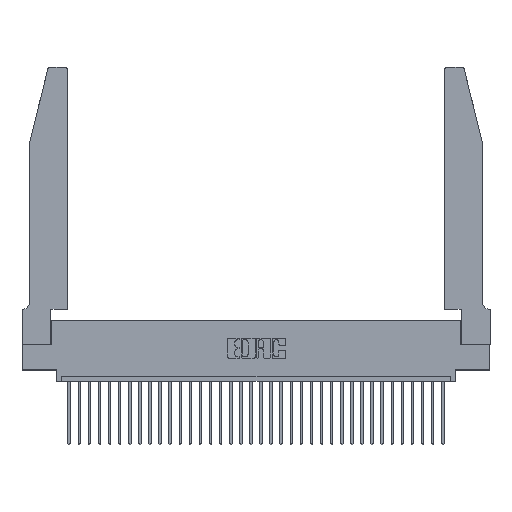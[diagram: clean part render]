
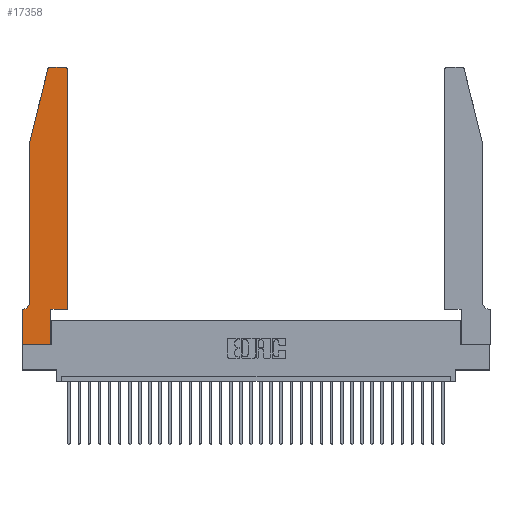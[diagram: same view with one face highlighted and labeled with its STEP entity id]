
A CAD part, top view. The second image highlights one B-rep face of the part: STEP entity #17358.
In plain terms, the highlighted planar face has unit normal (0, 0, 1).
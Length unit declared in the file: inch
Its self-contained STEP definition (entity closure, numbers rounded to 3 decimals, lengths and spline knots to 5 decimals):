
#210 = DIRECTION ( 'NONE',  ( 1., 0., 0. ) ) ;
#240 = EDGE_LOOP ( 'NONE', ( #10427, #18649, #28005, #21378, #22684, #21261, #27269, #19519, #33911, #22977, #4520, #24524 ) ) ;
#730 = VERTEX_POINT ( 'NONE', #16741 ) ;
#1448 = VERTEX_POINT ( 'NONE', #19996 ) ;
#1553 = FACE_OUTER_BOUND ( 'NONE', #240, .T. ) ;
#1644 = CARTESIAN_POINT ( 'NONE',  ( 0., 0., 0.37 ) ) ;
#2028 = EDGE_CURVE ( 'NONE', #7460, #730, #10394, .T. ) ;
#2159 = LINE ( 'NONE', #10668, #8723 ) ;
#2419 = DIRECTION ( 'NONE',  ( 0., 0., 1. ) ) ;
#2446 = AXIS2_PLACEMENT_3D ( 'NONE', #28709, #2419, #12992 ) ;
#2598 = VECTOR ( 'NONE', #11137, 39.37008 ) ;
#3199 = VERTEX_POINT ( 'NONE', #23168 ) ;
#3591 = VECTOR ( 'NONE', #30267, 39.37008 ) ;
#4520 = ORIENTED_EDGE ( 'NONE', *, *, #6885, .T. ) ;
#5225 = VECTOR ( 'NONE', #19092, 39.37008 ) ;
#5380 = CARTESIAN_POINT ( 'NONE',  ( 0., 0.35, 0.37 ) ) ;
#5915 = PLANE ( 'NONE',  #25990 ) ;
#6404 = DIRECTION ( 'NONE',  ( 0., 0., 1. ) ) ;
#6755 = VERTEX_POINT ( 'NONE', #11753 ) ;
#6885 = EDGE_CURVE ( 'NONE', #6755, #16098, #7704, .T. ) ;
#6938 = LINE ( 'NONE', #33074, #18028 ) ;
#7348 = DIRECTION ( 'NONE',  ( 0., 0., 1. ) ) ;
#7460 = VERTEX_POINT ( 'NONE', #22513 ) ;
#7704 = LINE ( 'NONE', #33617, #10544 ) ;
#8103 = VERTEX_POINT ( 'NONE', #1644 ) ;
#8723 = VECTOR ( 'NONE', #210, 39.37008 ) ;
#8918 = DIRECTION ( 'NONE',  ( 1., 0., 0. ) ) ;
#9168 = DIRECTION ( 'NONE',  ( -1., 0., 0. ) ) ;
#10054 = DIRECTION ( 'NONE',  ( 0., 1., 0. ) ) ;
#10289 = CARTESIAN_POINT ( 'NONE',  ( 0.4205, 2.75, 0.37 ) ) ;
#10394 = CIRCLE ( 'NONE', #2446, 0.03 ) ;
#10427 = ORIENTED_EDGE ( 'NONE', *, *, #19699, .T. ) ;
#10544 = VECTOR ( 'NONE', #10054, 39.37008 ) ;
#10668 = CARTESIAN_POINT ( 'NONE',  ( 0.4505, 0.35, 0.37 ) ) ;
#11008 = AXIS2_PLACEMENT_3D ( 'NONE', #19197, #27401, #24895 ) ;
#11131 = EDGE_CURVE ( 'NONE', #16098, #31503, #16515, .T. ) ;
#11137 = DIRECTION ( 'NONE',  ( -0.239, -0.971, 0. ) ) ;
#11753 = CARTESIAN_POINT ( 'NONE',  ( 0.4505, 0.35, 0.37 ) ) ;
#12150 = CARTESIAN_POINT ( 'NONE',  ( 0.4505, 2.72, 0.37 ) ) ;
#12388 = VERTEX_POINT ( 'NONE', #5380 ) ;
#12728 = VERTEX_POINT ( 'NONE', #24426 ) ;
#12992 = DIRECTION ( 'NONE',  ( 1., 0., 0. ) ) ;
#13201 = VERTEX_POINT ( 'NONE', #28897 ) ;
#14202 = CARTESIAN_POINT ( 'NONE',  ( 0.4205, 2.72, 0.37 ) ) ;
#14265 = EDGE_CURVE ( 'NONE', #12728, #12388, #6938, .T. ) ;
#14926 = EDGE_CURVE ( 'NONE', #12388, #8103, #15905, .T. ) ;
#15905 = LINE ( 'NONE', #27511, #3591 ) ;
#16098 = VERTEX_POINT ( 'NONE', #12150 ) ;
#16515 = CIRCLE ( 'NONE', #20308, 0.03 ) ;
#16741 = CARTESIAN_POINT ( 'NONE',  ( 0.25487, 2.72718, 0.37 ) ) ;
#17358 = ADVANCED_FACE ( 'NONE', ( #1553 ), #5915, .T. ) ;
#17408 = EDGE_CURVE ( 'NONE', #3199, #1448, #21214, .T. ) ;
#17450 = VECTOR ( 'NONE', #29106, 39.37008 ) ;
#18028 = VECTOR ( 'NONE', #24907, 39.37008 ) ;
#18061 = EDGE_CURVE ( 'NONE', #8103, #13201, #19129, .T. ) ;
#18261 = LINE ( 'NONE', #26487, #17450 ) ;
#18649 = ORIENTED_EDGE ( 'NONE', *, *, #2028, .T. ) ;
#19033 = CARTESIAN_POINT ( 'NONE',  ( 0.0755, 2., 0.37 ) ) ;
#19092 = DIRECTION ( 'NONE',  ( 1., 0., 0. ) ) ;
#19129 = LINE ( 'NONE', #29230, #5225 ) ;
#19197 = CARTESIAN_POINT ( 'NONE',  ( 0.0055, 0.42, 0.37 ) ) ;
#19519 = ORIENTED_EDGE ( 'NONE', *, *, #18061, .T. ) ;
#19699 = EDGE_CURVE ( 'NONE', #31503, #7460, #31766, .T. ) ;
#19996 = CARTESIAN_POINT ( 'NONE',  ( 0.0755, 0.42, 0.37 ) ) ;
#20308 = AXIS2_PLACEMENT_3D ( 'NONE', #14202, #6404, #8918 ) ;
#21214 = LINE ( 'NONE', #19033, #31926 ) ;
#21261 = ORIENTED_EDGE ( 'NONE', *, *, #14265, .T. ) ;
#21378 = ORIENTED_EDGE ( 'NONE', *, *, #17408, .T. ) ;
#22216 = CARTESIAN_POINT ( 'NONE',  ( 0.2605, 2.75, 0.37 ) ) ;
#22513 = CARTESIAN_POINT ( 'NONE',  ( 0.284, 2.75, 0.37 ) ) ;
#22684 = ORIENTED_EDGE ( 'NONE', *, *, #26976, .T. ) ;
#22973 = CARTESIAN_POINT ( 'NONE',  ( 0.0755, 2., 0.37 ) ) ;
#22977 = ORIENTED_EDGE ( 'NONE', *, *, #28191, .T. ) ;
#23168 = CARTESIAN_POINT ( 'NONE',  ( 0.0755, 2., 0.37 ) ) ;
#23524 = EDGE_CURVE ( 'NONE', #13201, #24610, #18261, .T. ) ;
#24426 = CARTESIAN_POINT ( 'NONE',  ( 0.0055, 0.35, 0.37 ) ) ;
#24524 = ORIENTED_EDGE ( 'NONE', *, *, #11131, .T. ) ;
#24610 = VERTEX_POINT ( 'NONE', #31402 ) ;
#24895 = DIRECTION ( 'NONE',  ( -1., 0., 0. ) ) ;
#24907 = DIRECTION ( 'NONE',  ( -1., 0., 0. ) ) ;
#25990 = AXIS2_PLACEMENT_3D ( 'NONE', #30091, #7348, #30998 ) ;
#26487 = CARTESIAN_POINT ( 'NONE',  ( 0.2865, 0.35, 0.37 ) ) ;
#26976 = EDGE_CURVE ( 'NONE', #1448, #12728, #32900, .T. ) ;
#27217 = DIRECTION ( 'NONE',  ( 0., -1., 0. ) ) ;
#27269 = ORIENTED_EDGE ( 'NONE', *, *, #14926, .T. ) ;
#27401 = DIRECTION ( 'NONE',  ( 0., 0., -1. ) ) ;
#27511 = CARTESIAN_POINT ( 'NONE',  ( 0., 0., 0.37 ) ) ;
#27662 = VECTOR ( 'NONE', #9168, 39.37008 ) ;
#28005 = ORIENTED_EDGE ( 'NONE', *, *, #32108, .T. ) ;
#28191 = EDGE_CURVE ( 'NONE', #24610, #6755, #2159, .T. ) ;
#28709 = CARTESIAN_POINT ( 'NONE',  ( 0.284, 2.72, 0.37 ) ) ;
#28897 = CARTESIAN_POINT ( 'NONE',  ( 0.2865, 0., 0.37 ) ) ;
#29106 = DIRECTION ( 'NONE',  ( 0., 1., 0. ) ) ;
#29230 = CARTESIAN_POINT ( 'NONE',  ( 0., 0., 0.37 ) ) ;
#30091 = CARTESIAN_POINT ( 'NONE',  ( 0., 0.35, 0.37 ) ) ;
#30267 = DIRECTION ( 'NONE',  ( 0., -1., 0. ) ) ;
#30998 = DIRECTION ( 'NONE',  ( 1., 0., 0. ) ) ;
#31402 = CARTESIAN_POINT ( 'NONE',  ( 0.2865, 0.35, 0.37 ) ) ;
#31503 = VERTEX_POINT ( 'NONE', #10289 ) ;
#31766 = LINE ( 'NONE', #22216, #27662 ) ;
#31926 = VECTOR ( 'NONE', #27217, 39.37008 ) ;
#32108 = EDGE_CURVE ( 'NONE', #730, #3199, #32198, .T. ) ;
#32198 = LINE ( 'NONE', #22973, #2598 ) ;
#32900 = CIRCLE ( 'NONE', #11008, 0.07 ) ;
#33074 = CARTESIAN_POINT ( 'NONE',  ( 0.0755, 0.35, 0.37 ) ) ;
#33617 = CARTESIAN_POINT ( 'NONE',  ( 0.4505, 0.35, 0.37 ) ) ;
#33911 = ORIENTED_EDGE ( 'NONE', *, *, #23524, .T. ) ;
